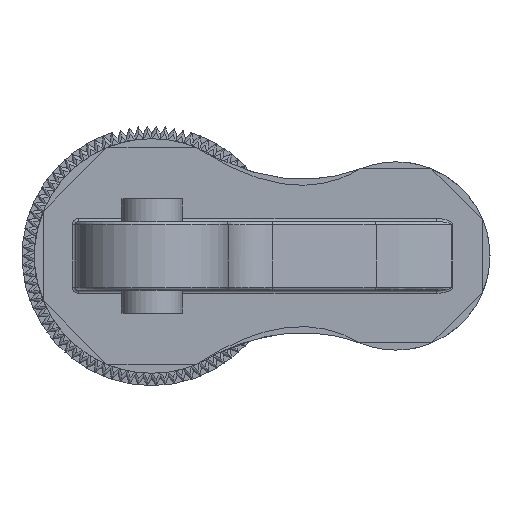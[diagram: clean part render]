
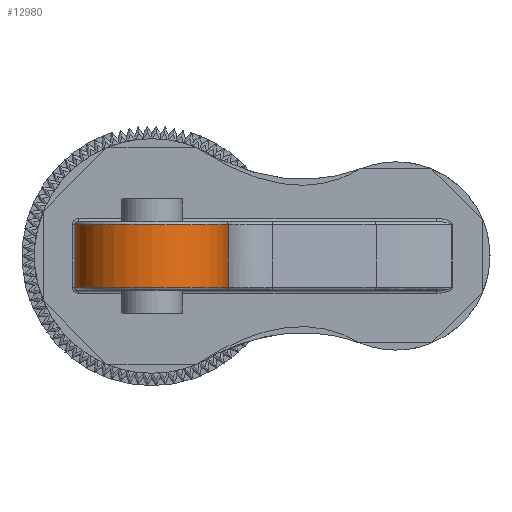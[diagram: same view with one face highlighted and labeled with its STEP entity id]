
A CAD part, front view. The second image highlights one B-rep face of the part: STEP entity #12980.
In plain terms, the highlighted cylindrical face has radius 5 mm (diameter 10 mm), a partial arc.
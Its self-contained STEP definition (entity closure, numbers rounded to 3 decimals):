
#235 = LINE ( 'NONE', #17233, #10615 ) ;
#783 = CARTESIAN_POINT ( 'NONE',  ( -5., -7., 2.25 ) ) ;
#1101 = CARTESIAN_POINT ( 'NONE',  ( 0., -7., -2.05 ) ) ;
#1484 = DIRECTION ( 'NONE',  ( 1., 0., 0. ) ) ;
#1664 = DIRECTION ( 'NONE',  ( 0., 0., -1. ) ) ;
#2370 = EDGE_LOOP ( 'NONE', ( #13720, #12186, #4475, #13415 ) ) ;
#2940 = DIRECTION ( 'NONE',  ( 0., 0., -1. ) ) ;
#3795 = CARTESIAN_POINT ( 'NONE',  ( 0., -7., 2.05 ) ) ;
#4243 = CARTESIAN_POINT ( 'NONE',  ( 5., -7., 2.05 ) ) ;
#4475 = ORIENTED_EDGE ( 'NONE', *, *, #13488, .T. ) ;
#5120 = EDGE_CURVE ( 'NONE', #26853, #22247, #11358, .T. ) ;
#5388 = DIRECTION ( 'NONE',  ( 1., 0., 0. ) ) ;
#6527 = DIRECTION ( 'NONE',  ( 0., 0., -1. ) ) ;
#7567 = AXIS2_PLACEMENT_3D ( 'NONE', #13618, #2940, #17960 ) ;
#8326 = VECTOR ( 'NONE', #15578, 1000. ) ;
#9693 = AXIS2_PLACEMENT_3D ( 'NONE', #3795, #1664, #1484 ) ;
#9921 = VERTEX_POINT ( 'NONE', #16196 ) ;
#10615 = VECTOR ( 'NONE', #6527, 1000. ) ;
#11358 = CIRCLE ( 'NONE', #26169, 5. ) ;
#12186 = ORIENTED_EDGE ( 'NONE', *, *, #23789, .T. ) ;
#12980 = ADVANCED_FACE ( 'NONE', ( #15019 ), #19397, .T. ) ;
#13415 = ORIENTED_EDGE ( 'NONE', *, *, #5120, .T. ) ;
#13488 = EDGE_CURVE ( 'NONE', #9921, #26853, #25697, .T. ) ;
#13618 = CARTESIAN_POINT ( 'NONE',  ( 0., -7., 2.25 ) ) ;
#13720 = ORIENTED_EDGE ( 'NONE', *, *, #22196, .F. ) ;
#15019 = FACE_OUTER_BOUND ( 'NONE', #2370, .T. ) ;
#15578 = DIRECTION ( 'NONE',  ( 0., 0., -1. ) ) ;
#15619 = CARTESIAN_POINT ( 'NONE',  ( 5., -7., -2.05 ) ) ;
#16072 = DIRECTION ( 'NONE',  ( 0., 0., 1. ) ) ;
#16196 = CARTESIAN_POINT ( 'NONE',  ( -5., -7., 2.05 ) ) ;
#17233 = CARTESIAN_POINT ( 'NONE',  ( 5., -7., 2.25 ) ) ;
#17960 = DIRECTION ( 'NONE',  ( -1., 0., 0. ) ) ;
#19176 = CARTESIAN_POINT ( 'NONE',  ( -5., -7., -2.05 ) ) ;
#19397 = CYLINDRICAL_SURFACE ( 'NONE', #7567, 5. ) ;
#19944 = CIRCLE ( 'NONE', #9693, 5. ) ;
#22196 = EDGE_CURVE ( 'NONE', #22807, #22247, #235, .T. ) ;
#22247 = VERTEX_POINT ( 'NONE', #15619 ) ;
#22807 = VERTEX_POINT ( 'NONE', #4243 ) ;
#23789 = EDGE_CURVE ( 'NONE', #22807, #9921, #19944, .T. ) ;
#25697 = LINE ( 'NONE', #783, #8326 ) ;
#26169 = AXIS2_PLACEMENT_3D ( 'NONE', #1101, #16072, #5388 ) ;
#26853 = VERTEX_POINT ( 'NONE', #19176 ) ;
